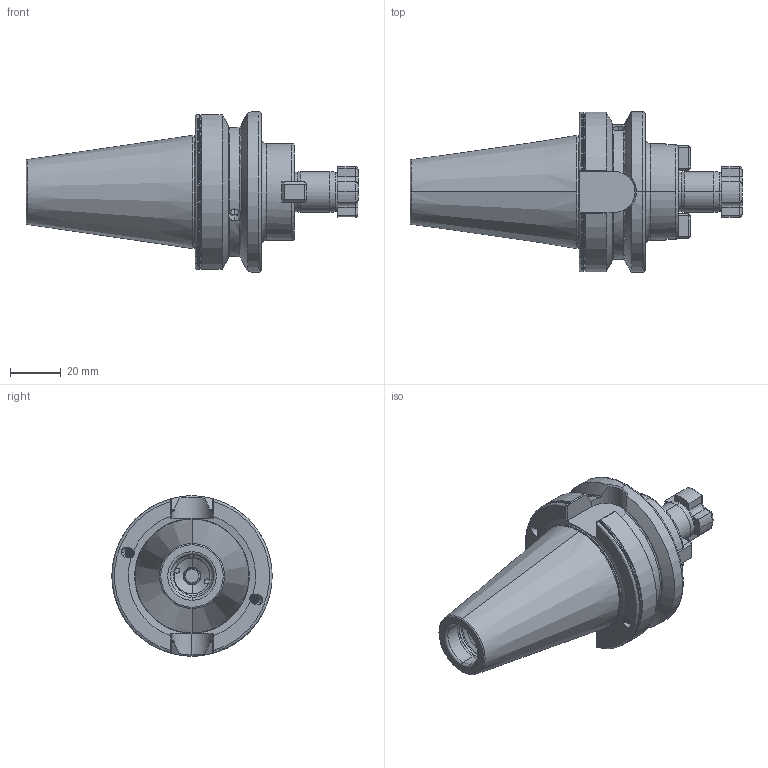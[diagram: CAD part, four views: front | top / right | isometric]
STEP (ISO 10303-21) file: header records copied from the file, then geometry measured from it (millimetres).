
FILE_DESCRIPTION (( 'STEP AP203' ), '1' );
FILE_NAME ('DC.406.11.16.STEP', '2017-10-18T06:27:52', ( '' ), ( '' ), 'SwSTEP 2.0', 'SolidWorks 2012', '' );
FILE_SCHEMA (( 'CONFIG_CONTROL_DESIGN' ));
Length unit declared in the file: millimetre
Products named in the file (5): 十字螺絲FMB16; DC.406.11.16; 102.11.16_M3xP0.5-12L; 面銑刀墊塊16
Assembly tree (6 placements, depth 2):
  DC.406.11.16
    DC.406.11.16
    面銑刀墊塊16  x2
    102.11.16_M3xP0.5-12L  x2
    十字螺絲FMB16
Bounding box: 130.4 x 63 x 63 mm (x, y, z)
Volume: 139338.2 mm3; surface area: 31683.4 mm2
Topology: 6 solids, 6 shells, 633 faces, 1688 edges, 1064 vertices
Faces by surface type: cylinder 330, plane 149, torus 68, cone 55, bspline 31
Entity records: 31708 total; most frequent: CARTESIAN_POINT 19618, ORIENTED_EDGE 2800, DIRECTION 2080, EDGE_CURVE 1400, VERTEX_POINT 888, AXIS2_PLACEMENT_3D 796, EDGE_LOOP 534, ADVANCED_FACE 519
